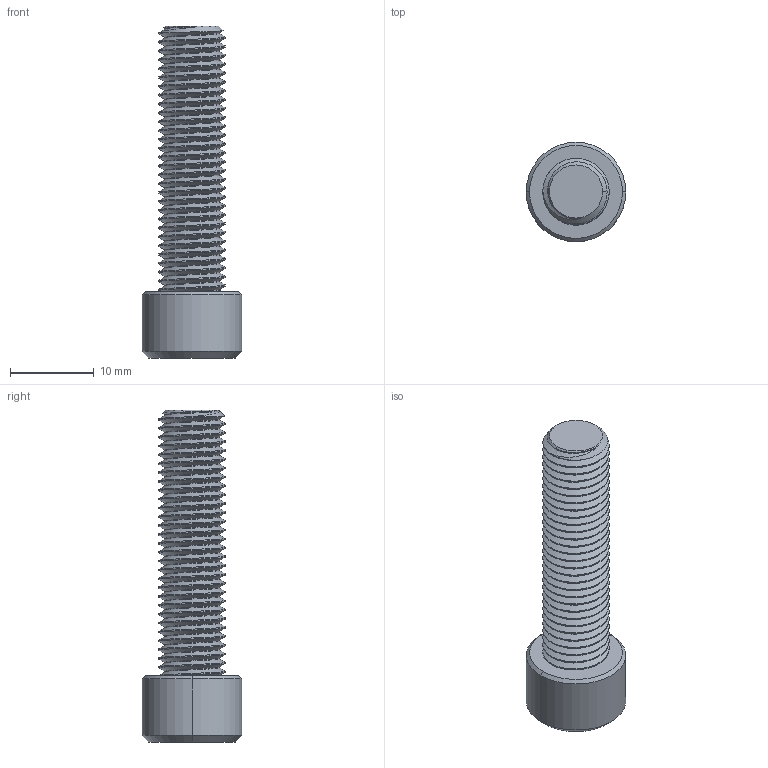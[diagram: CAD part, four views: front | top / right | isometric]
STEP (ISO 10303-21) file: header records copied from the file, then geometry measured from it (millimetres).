
FILE_DESCRIPTION (( 'STEP AP203' ), '1' );
FILE_NAME ('91251A385.step', '2013-10-30T21:06:12', ( '' ), ( '' ), 'SwSTEP 2.0', 'SolidWorks 2010', '' );
FILE_SCHEMA (( 'CONFIG_CONTROL_DESIGN' ));
Length unit declared in the file: inch
Products named in the file (1): 91251A385
Bounding box: 11.91 x 11.91 x 39.69 mm (x, y, z)
Volume: 2015.5 mm3; surface area: 1845.1 mm2
Topology: 1 solids, 1 shells, 148 faces, 415 edges, 271 vertices
Faces by surface type: cylinder 123, cone 13, plane 10, bspline 2
Entity records: 7630 total; most frequent: CARTESIAN_POINT 4479, ORIENTED_EDGE 830, DIRECTION 476, EDGE_CURVE 415, VERTEX_POINT 271, AXIS2_PLACEMENT_3D 168, EDGE_LOOP 150, ADVANCED_FACE 148
